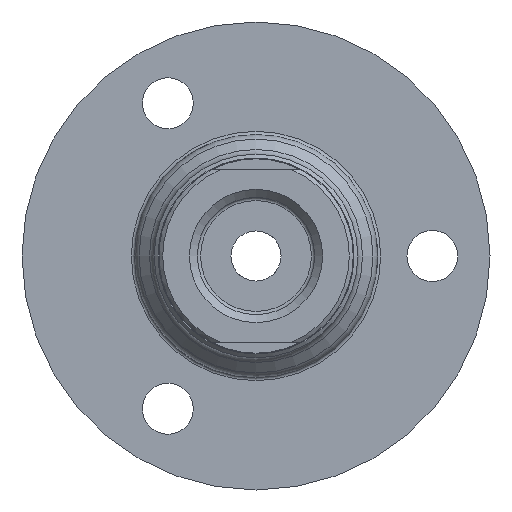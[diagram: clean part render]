
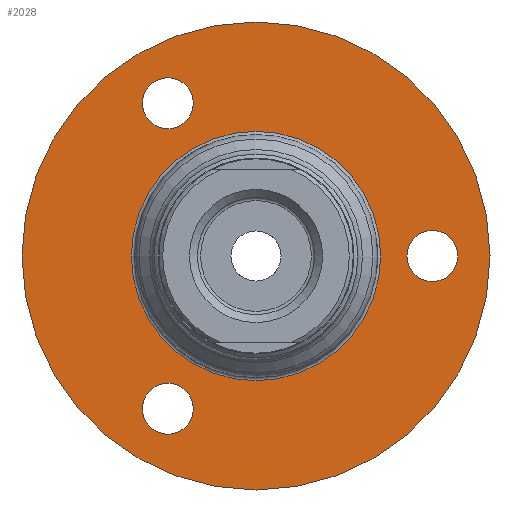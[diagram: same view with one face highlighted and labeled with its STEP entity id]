
A CAD part, left-side view. The second image highlights one B-rep face of the part: STEP entity #2028.
In plain terms, the highlighted planar face has unit normal (-1, 0, 0).
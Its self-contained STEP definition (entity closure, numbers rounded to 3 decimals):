
#247=FACE_BOUND('',#705,.T.);
#248=FACE_BOUND('',#706,.T.);
#249=FACE_BOUND('',#707,.T.);
#250=FACE_BOUND('',#708,.T.);
#272=CIRCLE('',#2150,3.25);
#275=CIRCLE('',#2154,3.25);
#278=CIRCLE('',#2158,3.25);
#299=CIRCLE('',#2186,15.9);
#300=CIRCLE('',#2187,15.9);
#301=CIRCLE('',#2189,29.85);
#302=CIRCLE('',#2190,29.85);
#440=PLANE('',#2188);
#599=FACE_OUTER_BOUND('',#704,.T.);
#704=EDGE_LOOP('',(#1482,#1483));
#705=EDGE_LOOP('',(#1484));
#706=EDGE_LOOP('',(#1485));
#707=EDGE_LOOP('',(#1486));
#708=EDGE_LOOP('',(#1487,#1488));
#856=VERTEX_POINT('',#3328);
#859=VERTEX_POINT('',#3336);
#862=VERTEX_POINT('',#3344);
#880=VERTEX_POINT('',#3395);
#881=VERTEX_POINT('',#3397);
#882=VERTEX_POINT('',#3401);
#883=VERTEX_POINT('',#3402);
#1083=EDGE_CURVE('',#856,#856,#272,.T.);
#1087=EDGE_CURVE('',#859,#859,#275,.T.);
#1091=EDGE_CURVE('',#862,#862,#278,.T.);
#1117=EDGE_CURVE('',#881,#880,#299,.T.);
#1118=EDGE_CURVE('',#880,#881,#300,.T.);
#1119=EDGE_CURVE('',#882,#883,#301,.T.);
#1120=EDGE_CURVE('',#883,#882,#302,.T.);
#1482=ORIENTED_EDGE('',*,*,#1119,.F.);
#1483=ORIENTED_EDGE('',*,*,#1120,.F.);
#1484=ORIENTED_EDGE('',*,*,#1083,.T.);
#1485=ORIENTED_EDGE('',*,*,#1087,.T.);
#1486=ORIENTED_EDGE('',*,*,#1091,.T.);
#1487=ORIENTED_EDGE('',*,*,#1117,.T.);
#1488=ORIENTED_EDGE('',*,*,#1118,.T.);
#2028=ADVANCED_FACE('',(#599,#247,#248,#249,#250),#440,.T.);
#2150=AXIS2_PLACEMENT_3D('',#3330,#2445,#2446);
#2154=AXIS2_PLACEMENT_3D('',#3338,#2454,#2455);
#2158=AXIS2_PLACEMENT_3D('',#3346,#2463,#2464);
#2186=AXIS2_PLACEMENT_3D('',#3398,#2524,#2525);
#2187=AXIS2_PLACEMENT_3D('',#3399,#2526,#2527);
#2188=AXIS2_PLACEMENT_3D('',#3400,#2528,#2529);
#2189=AXIS2_PLACEMENT_3D('',#3403,#2530,#2531);
#2190=AXIS2_PLACEMENT_3D('',#3404,#2532,#2533);
#2445=DIRECTION('center_axis',(1.,0.,0.));
#2446=DIRECTION('ref_axis',(0.,0.,1.));
#2454=DIRECTION('center_axis',(1.,0.,0.));
#2455=DIRECTION('ref_axis',(0.,0.,1.));
#2463=DIRECTION('center_axis',(1.,0.,0.));
#2464=DIRECTION('ref_axis',(0.,0.,1.));
#2524=DIRECTION('center_axis',(1.,0.,0.));
#2525=DIRECTION('ref_axis',(0.,1.,0.));
#2526=DIRECTION('center_axis',(1.,0.,0.));
#2527=DIRECTION('ref_axis',(0.,1.,0.));
#2528=DIRECTION('center_axis',(-1.,0.,0.));
#2529=DIRECTION('ref_axis',(0.,0.,
-1.));
#2530=DIRECTION('center_axis',(1.,0.,0.));
#2531=DIRECTION('ref_axis',(0.,1.,0.));
#2532=DIRECTION('center_axis',(1.,0.,0.));
#2533=DIRECTION('ref_axis',(0.,1.,0.));
#3328=CARTESIAN_POINT('',(37.,11.25,-22.736));
#3330=CARTESIAN_POINT('Origin',(37.,11.25,-19.486));
#3336=CARTESIAN_POINT('',(37.,-22.5,-3.25));
#3338=CARTESIAN_POINT('Origin',(37.,-22.5,0.));
#3344=CARTESIAN_POINT('',(37.,11.25,16.236));
#3346=CARTESIAN_POINT('Origin',(37.,11.25,19.486));
#3395=CARTESIAN_POINT('',(37.,0.,-15.9));
#3397=CARTESIAN_POINT('',(37.,15.9,0.));
#3398=CARTESIAN_POINT('Origin',(37.,0.,
0.));
#3399=CARTESIAN_POINT('Origin',(37.,0.,
0.));
#3400=CARTESIAN_POINT('Origin',(37.,22.875,0.));
#3401=CARTESIAN_POINT('',(37.,29.85,0.));
#3402=CARTESIAN_POINT('',(37.,-29.85,0.));
#3403=CARTESIAN_POINT('Origin',(37.,0.,
0.));
#3404=CARTESIAN_POINT('Origin',(37.,0.,
0.));
